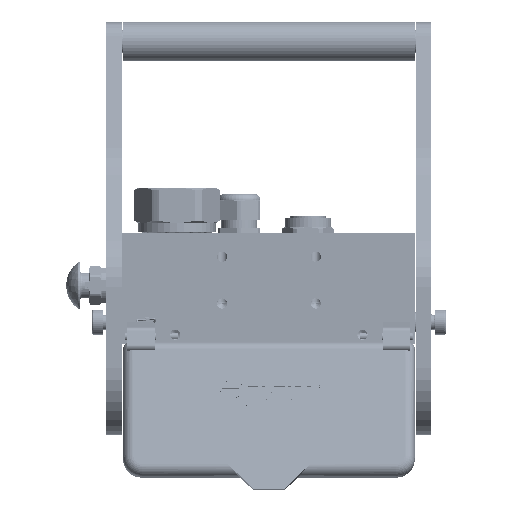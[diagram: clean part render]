
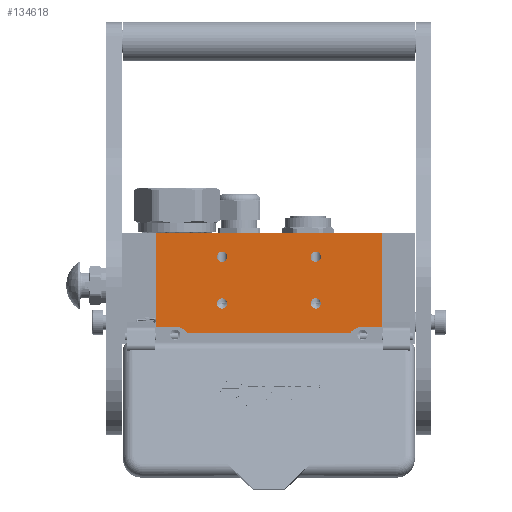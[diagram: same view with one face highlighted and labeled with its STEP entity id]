
A CAD part, left-side view. The second image highlights one B-rep face of the part: STEP entity #134618.
In plain terms, the highlighted face is planar.
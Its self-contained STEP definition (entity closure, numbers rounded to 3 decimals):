
#395 = VECTOR ( 'NONE', #96317, 1000. ) ;
#1082 = VERTEX_POINT ( 'NONE', #82817 ) ;
#2587 = DIRECTION ( 'NONE',  ( 0., 1., 0. ) ) ;
#4480 = ORIENTED_EDGE ( 'NONE', *, *, #58732, .F. ) ;
#4529 = CARTESIAN_POINT ( 'NONE',  ( 145.854, 64.2, -108. ) ) ;
#4905 = DIRECTION ( 'NONE',  ( 0.815, -0.58, 0. ) ) ;
#5077 = DIRECTION ( 'NONE',  ( -1., 0., 0. ) ) ;
#9155 = DIRECTION ( 'NONE',  ( 0., 0., -1. ) ) ;
#9166 = ORIENTED_EDGE ( 'NONE', *, *, #33042, .F. ) ;
#10707 = ORIENTED_EDGE ( 'NONE', *, *, #120958, .T. ) ;
#11832 = DIRECTION ( 'NONE',  ( 0., 0., -1. ) ) ;
#11917 = DIRECTION ( 'NONE',  ( 0., 1., 0. ) ) ;
#12914 = CARTESIAN_POINT ( 'NONE',  ( 64., 45., -108. ) ) ;
#16322 = AXIS2_PLACEMENT_3D ( 'NONE', #123898, #110611, #123352 ) ;
#18893 = ORIENTED_EDGE ( 'NONE', *, *, #132859, .T. ) ;
#20608 = ORIENTED_EDGE ( 'NONE', *, *, #145923, .F. ) ;
#21362 = CARTESIAN_POINT ( 'NONE',  ( 166.7, 0., -108. ) ) ;
#22109 = ORIENTED_EDGE ( 'NONE', *, *, #41073, .F. ) ;
#22552 = ORIENTED_EDGE ( 'NONE', *, *, #115856, .T. ) ;
#23556 = PLANE ( 'NONE',  #60537 ) ;
#23938 = CIRCLE ( 'NONE', #123975, 3.3 ) ;
#26534 = CARTESIAN_POINT ( 'NONE',  ( 64., 45., -108. ) ) ;
#27244 = VECTOR ( 'NONE', #164074, 1000. ) ;
#30260 = AXIS2_PLACEMENT_3D ( 'NONE', #128505, #53084, #40804 ) ;
#32579 = CARTESIAN_POINT ( 'NONE',  ( 124., 41.7, -108. ) ) ;
#32799 = ORIENTED_EDGE ( 'NONE', *, *, #64338, .F. ) ;
#33042 = EDGE_CURVE ( 'NONE', #130615, #137667, #23938, .T. ) ;
#33366 = AXIS2_PLACEMENT_3D ( 'NONE', #163528, #111352, #149629 ) ;
#35728 = CARTESIAN_POINT ( 'NONE',  ( 64., 11.7, -108. ) ) ;
#36199 = LINE ( 'NONE', #123992, #395 ) ;
#36348 = DIRECTION ( 'NONE',  ( 0., 0., -1. ) ) ;
#36349 = VERTEX_POINT ( 'NONE', #117352 ) ;
#38502 = VERTEX_POINT ( 'NONE', #35728 ) ;
#39124 = AXIS2_PLACEMENT_3D ( 'NONE', #12914, #11832, #164007 ) ;
#39714 = CIRCLE ( 'NONE', #91947, 10. ) ;
#40804 = DIRECTION ( 'NONE',  ( 0., -1., 0. ) ) ;
#41073 = EDGE_CURVE ( 'NONE', #124225, #38502, #88787, .T. ) ;
#42503 = EDGE_LOOP ( 'NONE', ( #4480, #9166 ) ) ;
#43277 = AXIS2_PLACEMENT_3D ( 'NONE', #26534, #53176, #2587 ) ;
#44522 = CARTESIAN_POINT ( 'NONE',  ( 21.3, 0., -108. ) ) ;
#46763 = VERTEX_POINT ( 'NONE', #135512 ) ;
#47874 = CARTESIAN_POINT ( 'NONE',  ( 124., 45., -108. ) ) ;
#48094 = CIRCLE ( 'NONE', #39124, 3.3 ) ;
#50282 = CARTESIAN_POINT ( 'NONE',  ( 124., 15., -108. ) ) ;
#50347 = FACE_BOUND ( 'NONE', #42503, .T. ) ;
#51342 = CARTESIAN_POINT ( 'NONE',  ( 21.3, 60., -108. ) ) ;
#52096 = CARTESIAN_POINT ( 'NONE',  ( 42.146, 64.2, -108. ) ) ;
#52167 = DIRECTION ( 'NONE',  ( -1., 0., 0. ) ) ;
#53084 = DIRECTION ( 'NONE',  ( 0., 0., -1. ) ) ;
#53176 = DIRECTION ( 'NONE',  ( 0., 0., -1. ) ) ;
#55367 = CARTESIAN_POINT ( 'NONE',  ( 124., 18.3, -108. ) ) ;
#57756 = ORIENTED_EDGE ( 'NONE', *, *, #78946, .F. ) ;
#58732 = EDGE_CURVE ( 'NONE', #137667, #130615, #159578, .T. ) ;
#59809 = DIRECTION ( 'NONE',  ( 0., 1., 0. ) ) ;
#60537 = AXIS2_PLACEMENT_3D ( 'NONE', #21362, #9155, #111307 ) ;
#62130 = EDGE_CURVE ( 'NONE', #97743, #75222, #85093, .T. ) ;
#62257 = CARTESIAN_POINT ( 'NONE',  ( 124., 45., -108. ) ) ;
#63354 = EDGE_CURVE ( 'NONE', #75885, #126500, #70388, .T. ) ;
#64338 = EDGE_CURVE ( 'NONE', #126500, #75885, #48094, .T. ) ;
#67264 = EDGE_CURVE ( 'NONE', #140461, #1082, #162347, .T. ) ;
#67653 = CARTESIAN_POINT ( 'NONE',  ( 34., 70., -108. ) ) ;
#70388 = CIRCLE ( 'NONE', #43277, 3.3 ) ;
#70801 = DIRECTION ( 'NONE',  ( -1., 0., 0. ) ) ;
#70853 = EDGE_CURVE ( 'NONE', #76563, #91938, #108000, .T. ) ;
#72156 = FACE_BOUND ( 'NONE', #135990, .T. ) ;
#72308 = CARTESIAN_POINT ( 'NONE',  ( 64., 41.7, -108. ) ) ;
#75222 = VERTEX_POINT ( 'NONE', #100549 ) ;
#75447 = ORIENTED_EDGE ( 'NONE', *, *, #92277, .F. ) ;
#75885 = VERTEX_POINT ( 'NONE', #93169 ) ;
#76563 = VERTEX_POINT ( 'NONE', #131089 ) ;
#78946 = EDGE_CURVE ( 'NONE', #75222, #76563, #39714, .T. ) ;
#80010 = ORIENTED_EDGE ( 'NONE', *, *, #67264, .F. ) ;
#80447 = DIRECTION ( 'NONE',  ( 0., 0., -1. ) ) ;
#81503 = EDGE_LOOP ( 'NONE', ( #20608, #22552, #10707, #18893, #150650, #87333, #57756, #111765 ) ) ;
#82817 = CARTESIAN_POINT ( 'NONE',  ( 124., 11.7, -108. ) ) ;
#83026 = VECTOR ( 'NONE', #70801, 1000. ) ;
#83903 = CARTESIAN_POINT ( 'NONE',  ( 166.7, 0., -108. ) ) ;
#85093 = LINE ( 'NONE', #85239, #83026 ) ;
#85239 = CARTESIAN_POINT ( 'NONE',  ( 166.7, 60., -108. ) ) ;
#87333 = ORIENTED_EDGE ( 'NONE', *, *, #70853, .F. ) ;
#88787 = CIRCLE ( 'NONE', #16322, 3.3 ) ;
#89371 = CARTESIAN_POINT ( 'NONE',  ( 166.7, 0., -108. ) ) ;
#91938 = VERTEX_POINT ( 'NONE', #52096 ) ;
#91947 = AXIS2_PLACEMENT_3D ( 'NONE', #162486, #161945, #135251 ) ;
#92235 = CARTESIAN_POINT ( 'NONE',  ( 64., 18.3, -108. ) ) ;
#92277 = EDGE_CURVE ( 'NONE', #38502, #124225, #112146, .T. ) ;
#92571 = CIRCLE ( 'NONE', #30260, 3.3 ) ;
#93169 = CARTESIAN_POINT ( 'NONE',  ( 64., 48.3, -108. ) ) ;
#93299 = ORIENTED_EDGE ( 'NONE', *, *, #151825, .F. ) ;
#95743 = EDGE_CURVE ( 'NONE', #91938, #46763, #156024, .T. ) ;
#96317 = DIRECTION ( 'NONE',  ( 0., 1., 0. ) ) ;
#96448 = CARTESIAN_POINT ( 'NONE',  ( 124., 48.3, -108. ) ) ;
#97743 = VERTEX_POINT ( 'NONE', #130291 ) ;
#100549 = CARTESIAN_POINT ( 'NONE',  ( 154., 60., -108. ) ) ;
#105727 = LINE ( 'NONE', #146952, #129554 ) ;
#108000 = LINE ( 'NONE', #4529, #119938 ) ;
#110611 = DIRECTION ( 'NONE',  ( 0., 0., -1. ) ) ;
#111307 = DIRECTION ( 'NONE',  ( -1., 0., 0. ) ) ;
#111352 = DIRECTION ( 'NONE',  ( 0., 0., -1. ) ) ;
#111765 = ORIENTED_EDGE ( 'NONE', *, *, #62130, .F. ) ;
#112146 = CIRCLE ( 'NONE', #33366, 3.3 ) ;
#112621 = LINE ( 'NONE', #51342, #27244 ) ;
#115856 = EDGE_CURVE ( 'NONE', #159014, #162540, #139253, .T. ) ;
#117352 = CARTESIAN_POINT ( 'NONE',  ( 21.3, 60., -108. ) ) ;
#119938 = VECTOR ( 'NONE', #5077, 1000. ) ;
#120958 = EDGE_CURVE ( 'NONE', #162540, #36349, #105727, .T. ) ;
#123352 = DIRECTION ( 'NONE',  ( 0., 1., 0. ) ) ;
#123375 = VECTOR ( 'NONE', #52167, 1000. ) ;
#123769 = FACE_OUTER_BOUND ( 'NONE', #81503, .T. ) ;
#123898 = CARTESIAN_POINT ( 'NONE',  ( 64., 15., -108. ) ) ;
#123975 = AXIS2_PLACEMENT_3D ( 'NONE', #62257, #150494, #162764 ) ;
#123992 = CARTESIAN_POINT ( 'NONE',  ( 166.7, 0., -108. ) ) ;
#124225 = VERTEX_POINT ( 'NONE', #92235 ) ;
#126500 = VERTEX_POINT ( 'NONE', #72308 ) ;
#126906 = AXIS2_PLACEMENT_3D ( 'NONE', #47874, #148892, #136623 ) ;
#128505 = CARTESIAN_POINT ( 'NONE',  ( 124., 15., -108. ) ) ;
#129554 = VECTOR ( 'NONE', #59809, 1000. ) ;
#130291 = CARTESIAN_POINT ( 'NONE',  ( 166.7, 60., -108. ) ) ;
#130615 = VERTEX_POINT ( 'NONE', #96448 ) ;
#131027 = AXIS2_PLACEMENT_3D ( 'NONE', #50282, #36348, #11917 ) ;
#131089 = CARTESIAN_POINT ( 'NONE',  ( 145.854, 64.2, -108. ) ) ;
#131694 = FACE_BOUND ( 'NONE', #143208, .T. ) ;
#132859 = EDGE_CURVE ( 'NONE', #36349, #46763, #112621, .T. ) ;
#133776 = FACE_BOUND ( 'NONE', #153133, .T. ) ;
#134618 = ADVANCED_FACE ( 'NONE', ( #50347, #133776, #131694, #72156, #123769 ), #23556, .T. ) ;
#135251 = DIRECTION ( 'NONE',  ( 0., -1., 0. ) ) ;
#135512 = CARTESIAN_POINT ( 'NONE',  ( 34., 60., -108. ) ) ;
#135990 = EDGE_LOOP ( 'NONE', ( #75447, #22109 ) ) ;
#136623 = DIRECTION ( 'NONE',  ( 0., -1., 0. ) ) ;
#137667 = VERTEX_POINT ( 'NONE', #32579 ) ;
#139253 = LINE ( 'NONE', #89371, #123375 ) ;
#140461 = VERTEX_POINT ( 'NONE', #55367 ) ;
#142275 = AXIS2_PLACEMENT_3D ( 'NONE', #67653, #80447, #4905 ) ;
#143208 = EDGE_LOOP ( 'NONE', ( #32799, #150779 ) ) ;
#145923 = EDGE_CURVE ( 'NONE', #159014, #97743, #36199, .T. ) ;
#146952 = CARTESIAN_POINT ( 'NONE',  ( 21.3, 0., -108. ) ) ;
#148892 = DIRECTION ( 'NONE',  ( 0., 0., -1. ) ) ;
#149629 = DIRECTION ( 'NONE',  ( 0., -1., 0. ) ) ;
#150494 = DIRECTION ( 'NONE',  ( 0., 0., -1. ) ) ;
#150650 = ORIENTED_EDGE ( 'NONE', *, *, #95743, .F. ) ;
#150779 = ORIENTED_EDGE ( 'NONE', *, *, #63354, .F. ) ;
#151825 = EDGE_CURVE ( 'NONE', #1082, #140461, #92571, .T. ) ;
#153133 = EDGE_LOOP ( 'NONE', ( #93299, #80010 ) ) ;
#156024 = CIRCLE ( 'NONE', #142275, 10. ) ;
#159014 = VERTEX_POINT ( 'NONE', #83903 ) ;
#159578 = CIRCLE ( 'NONE', #126906, 3.3 ) ;
#161945 = DIRECTION ( 'NONE',  ( 0., 0., -1. ) ) ;
#162347 = CIRCLE ( 'NONE', #131027, 3.3 ) ;
#162486 = CARTESIAN_POINT ( 'NONE',  ( 154., 70., -108. ) ) ;
#162540 = VERTEX_POINT ( 'NONE', #44522 ) ;
#162764 = DIRECTION ( 'NONE',  ( 0., 1., 0. ) ) ;
#163528 = CARTESIAN_POINT ( 'NONE',  ( 64., 15., -108. ) ) ;
#164007 = DIRECTION ( 'NONE',  ( 0., -1., 0. ) ) ;
#164074 = DIRECTION ( 'NONE',  ( 1., 0., 0. ) ) ;
